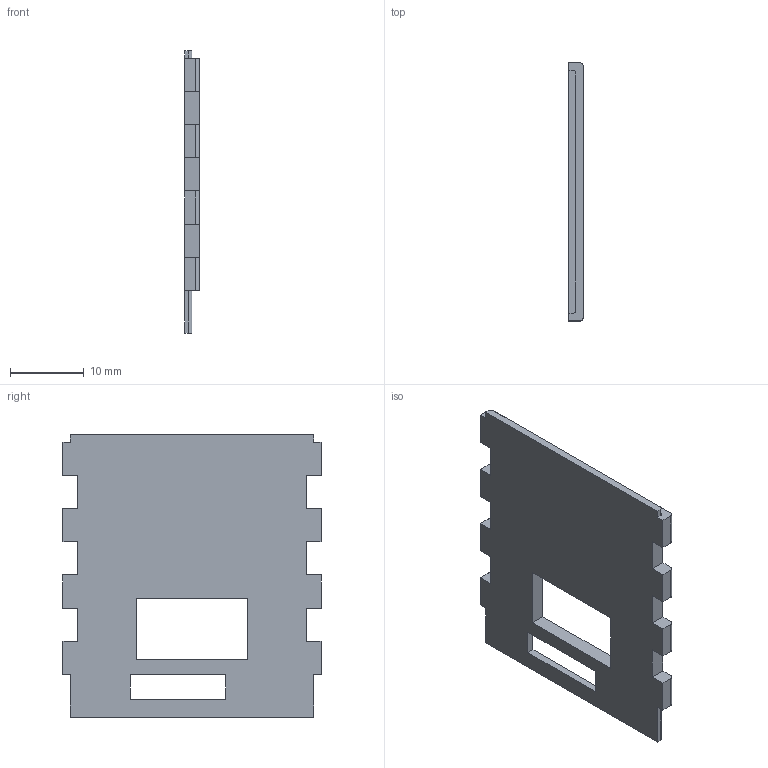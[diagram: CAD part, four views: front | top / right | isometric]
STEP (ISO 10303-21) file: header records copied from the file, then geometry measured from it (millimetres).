
FILE_DESCRIPTION(/* description */ (''),/* implementation_level */ '2;1');
FILE_NAME(/* name */ 'dragon_beard_dust_cover_rear_v3.step',/* time_stamp */ '2023-01-28T13:14:34-08:00',/* author */ (''),/* organization */ (''),/* preprocessor_version */ 'ST-DEVELOPER v19.2',/* originating_system */ 'Autodesk Translation Framework v11.17.0.187',/* authorisation */ '');
FILE_SCHEMA (('AUTOMOTIVE_DESIGN { 1 0 10303 214 3 1 1 }'));
Length unit declared in the file: millimetre
Products named in the file (1): dragon_beard_dust_cover_rear
Bounding box: 2 x 35 x 38.3 mm (x, y, z)
Volume: 2022.8 mm3; surface area: 2648.2 mm2
Topology: 1 solids, 1 shells, 57 faces, 170 edges, 114 vertices
Faces by surface type: plane 45, cylinder 12
Entity records: 1952 total; most frequent: CARTESIAN_POINT 342, ORIENTED_EDGE 340, DIRECTION 310, EDGE_CURVE 170, LINE 146, VECTOR 146, VERTEX_POINT 114, AXIS2_PLACEMENT_3D 82
